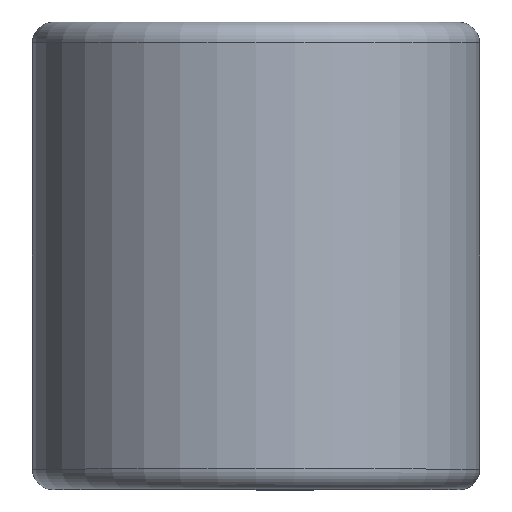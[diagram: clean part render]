
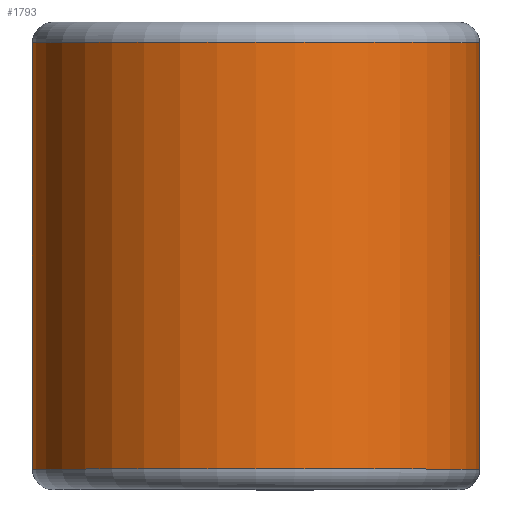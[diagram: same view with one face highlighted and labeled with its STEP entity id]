
A CAD part, top view. The second image highlights one B-rep face of the part: STEP entity #1793.
In plain terms, the highlighted cylindrical face has radius 8.357 mm (diameter 16.713 mm), a partial arc.
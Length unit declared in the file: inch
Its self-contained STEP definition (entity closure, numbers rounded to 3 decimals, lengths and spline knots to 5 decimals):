
#117 = CIRCLE ( 'NONE', #504, 0.329 ) ;
#235 = EDGE_CURVE ( 'NONE', #1051, #1915, #1927, .T. ) ;
#300 = CARTESIAN_POINT ( 'NONE',  ( 0., 0.3125, 0. ) ) ;
#311 = CIRCLE ( 'NONE', #1906, 0.329 ) ;
#313 = DIRECTION ( 'NONE',  ( 0., 0., -1. ) ) ;
#331 = VECTOR ( 'NONE', #621, 39.37008 ) ;
#397 = DIRECTION ( 'NONE',  ( 0., -1., 0. ) ) ;
#504 = AXIS2_PLACEMENT_3D ( 'NONE', #1905, #755, #2105 ) ;
#522 = CARTESIAN_POINT ( 'NONE',  ( 0.329, 0.31375, 0. ) ) ;
#621 = DIRECTION ( 'NONE',  ( 0., 1., 0. ) ) ;
#652 = CARTESIAN_POINT ( 'NONE',  ( 0., -0.31375, -0.329 ) ) ;
#701 = CYLINDRICAL_SURFACE ( 'NONE', #2212, 0.329 ) ;
#737 = CARTESIAN_POINT ( 'NONE',  ( 0.329, -0.31375, 0. ) ) ;
#755 = DIRECTION ( 'NONE',  ( 0., -1., 0. ) ) ;
#845 = CARTESIAN_POINT ( 'NONE',  ( 0., 0.31375, -0.329 ) ) ;
#851 = LINE ( 'NONE', #1966, #331 ) ;
#922 = ORIENTED_EDGE ( 'NONE', *, *, #1530, .T. ) ;
#1051 = VERTEX_POINT ( 'NONE', #652 ) ;
#1113 = ORIENTED_EDGE ( 'NONE', *, *, #1637, .T. ) ;
#1189 = DIRECTION ( 'NONE',  ( 0., 1., 0. ) ) ;
#1453 = VECTOR ( 'NONE', #1189, 39.37008 ) ;
#1493 = ORIENTED_EDGE ( 'NONE', *, *, #1564, .F. ) ;
#1530 = EDGE_CURVE ( 'NONE', #1944, #1915, #117, .T. ) ;
#1557 = ORIENTED_EDGE ( 'NONE', *, *, #235, .F. ) ;
#1564 = EDGE_CURVE ( 'NONE', #2050, #1051, #311, .T. ) ;
#1571 = CARTESIAN_POINT ( 'NONE',  ( 0., -0.31375, 0. ) ) ;
#1637 = EDGE_CURVE ( 'NONE', #2050, #1944, #851, .T. ) ;
#1645 = EDGE_LOOP ( 'NONE', ( #1113, #922, #1557, #1493 ) ) ;
#1683 = CARTESIAN_POINT ( 'NONE',  ( 0., 0.31375, -0.329 ) ) ;
#1752 = DIRECTION ( 'NONE',  ( 0., 0., -1. ) ) ;
#1793 = ADVANCED_FACE ( 'NONE', ( #1985 ), #701, .T. ) ;
#1843 = DIRECTION ( 'NONE',  ( 0., -1., 0. ) ) ;
#1905 = CARTESIAN_POINT ( 'NONE',  ( 0., 0.31375, 0. ) ) ;
#1906 = AXIS2_PLACEMENT_3D ( 'NONE', #1571, #397, #1752 ) ;
#1915 = VERTEX_POINT ( 'NONE', #1683 ) ;
#1927 = LINE ( 'NONE', #845, #1453 ) ;
#1944 = VERTEX_POINT ( 'NONE', #522 ) ;
#1966 = CARTESIAN_POINT ( 'NONE',  ( 0.329, 0.31375, 0. ) ) ;
#1985 = FACE_OUTER_BOUND ( 'NONE', #1645, .T. ) ;
#2050 = VERTEX_POINT ( 'NONE', #737 ) ;
#2105 = DIRECTION ( 'NONE',  ( 0., 0., -1. ) ) ;
#2212 = AXIS2_PLACEMENT_3D ( 'NONE', #300, #1843, #313 ) ;
